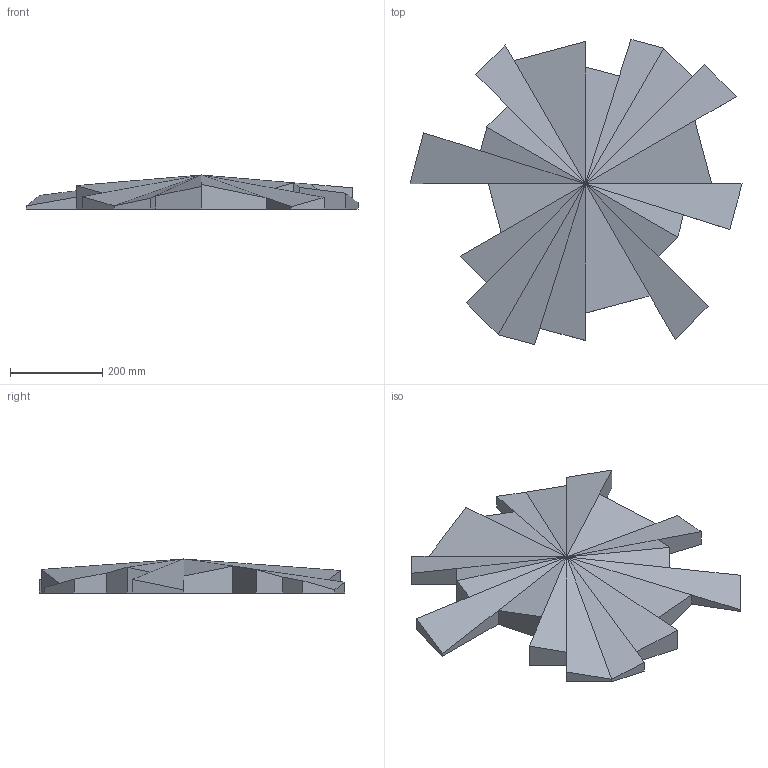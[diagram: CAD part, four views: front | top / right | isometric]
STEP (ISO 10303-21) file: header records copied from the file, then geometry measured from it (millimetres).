
FILE_DESCRIPTION(/* description */ (''),/* implementation_level */ '2;1');
FILE_NAME(/* name */ '3DESIG~1',/* time_stamp */ '2021-08-30T11:47:01+02:00',/* author */ (''),/* organization */ (''),/* preprocessor_version */ 'ST-DEVELOPER v16.5',/* originating_system */ '',/* authorisation */ '');
FILE_SCHEMA (('CONFIG_CONTROL_DESIGN'));
Length unit declared in the file: millimetre
Products named in the file (1): Document
Bounding box: 720.47 x 662.24 x 73.82 mm (x, y, z)
Volume: 13054907 mm3; surface area: 694361.8 mm2
Topology: 1 solids, 1 shells, 57 faces, 128 edges, 73 vertices
Faces by surface type: bspline 56, plane 1
Entity records: 1591 total; most frequent: CARTESIAN_POINT 684, ORIENTED_EDGE 256, EDGE_CURVE 128, B_SPLINE_CURVE_WITH_KNOTS 128, VERTEX_POINT 73, ADVANCED_FACE 57, FACE_OUTER_BOUND 57, EDGE_LOOP 57
